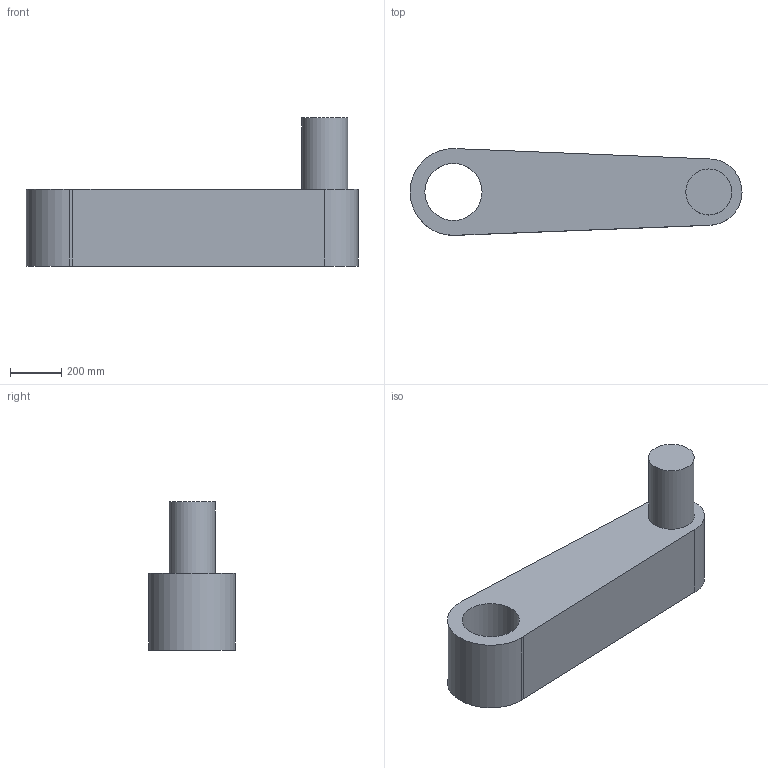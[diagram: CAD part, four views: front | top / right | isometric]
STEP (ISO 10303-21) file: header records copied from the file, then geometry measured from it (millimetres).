
FILE_DESCRIPTION(/* description */ (''),/* implementation_level */ '2;1');
FILE_NAME(/* name */ 'link_1.step',/* time_stamp */ '2024-05-05T12:47:20+08:00',/* author */ (''),/* organization */ (''),/* preprocessor_version */ 'ST-DEVELOPER v20',/* originating_system */ 'Autodesk Translation Framework v12.20.1.177',/* authorisation */ '');
FILE_SCHEMA (('AUTOMOTIVE_DESIGN { 1 0 10303 214 3 1 1 }'));
Length unit declared in the file: millimetre
Products named in the file (1): link_1
Bounding box: 1300 x 340 x 580 mm (x, y, z)
Volume: 99043171.3 mm3; surface area: 2086001.7 mm2
Topology: 2 solids, 2 shells, 13 faces, 27 edges, 18 vertices
Faces by surface type: cylinder 5, bspline 4, plane 4
Full cylindrical faces by diameter (mm): 180 x2, 224 x1
Entity records: 507 total; most frequent: CARTESIAN_POINT 215, ORIENTED_EDGE 54, DIRECTION 49, EDGE_CURVE 27, AXIS2_PLACEMENT_3D 20, VERTEX_POINT 18, EDGE_LOOP 17, FACE_OUTER_BOUND 13
